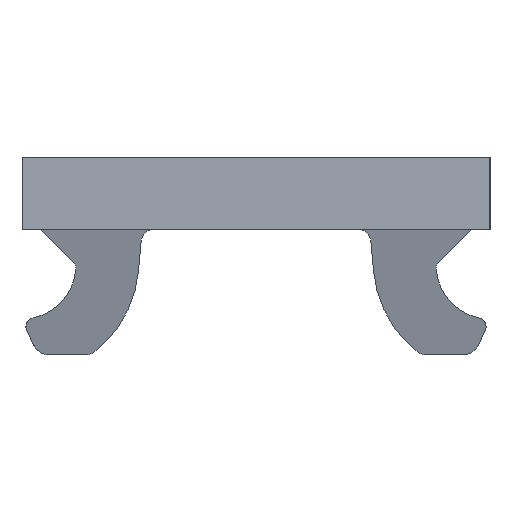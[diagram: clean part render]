
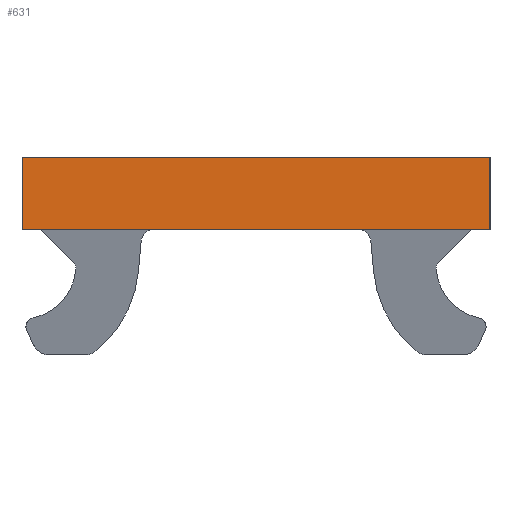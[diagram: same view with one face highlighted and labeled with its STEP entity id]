
A CAD part, left-side view. The second image highlights one B-rep face of the part: STEP entity #631.
In plain terms, the highlighted planar face has unit normal (-1, 0, 0).
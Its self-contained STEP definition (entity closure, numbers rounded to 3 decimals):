
#631=ADVANCED_FACE('',(#1202),#973,.T.);
#973=PLANE('',#6766);
#1202=FACE_OUTER_BOUND('',#1533,.T.);
#1533=EDGE_LOOP('',(#2109,#2110,#2111,#2112));
#2109=ORIENTED_EDGE('',*,*,#4554,.F.);
#2110=ORIENTED_EDGE('',*,*,#4557,.F.);
#2111=ORIENTED_EDGE('',*,*,#4559,.F.);
#2112=ORIENTED_EDGE('',*,*,#4552,.F.);
#3894=VERTEX_POINT('',#9579);
#3896=VERTEX_POINT('',#9583);
#3898=VERTEX_POINT('',#9588);
#3900=VERTEX_POINT('',#9594);
#4552=EDGE_CURVE('',#3896,#3894,#5472,.T.);
#4554=EDGE_CURVE('',#3898,#3896,#5474,.T.);
#4557=EDGE_CURVE('',#3900,#3898,#5477,.T.);
#4559=EDGE_CURVE('',#3894,#3900,#5479,.T.);
#5472=LINE('',#9584,#6140);
#5474=LINE('',#9589,#6142);
#5477=LINE('',#9595,#6145);
#5479=LINE('',#9598,#6147);
#6140=VECTOR('',#7591,1.);
#6142=VECTOR('',#7595,1.);
#6145=VECTOR('',#7600,1.);
#6147=VECTOR('',#7604,1.);
#6766=AXIS2_PLACEMENT_3D('',#9601,#7608,#7609);
#7591=DIRECTION('',(0.,0.,-1.));
#7595=DIRECTION('',(0.,-1.,0.));
#7600=DIRECTION('',(0.,0.,1.));
#7604=DIRECTION('',(0.,1.,0.));
#7608=DIRECTION('',(-1.,0.,0.));
#7609=DIRECTION('',(0.,0.,1.));
#9579=CARTESIAN_POINT('',(0.,-5.2,-0.8));
#9583=CARTESIAN_POINT('',(0.,-5.2,0.));
#9584=CARTESIAN_POINT('',(0.,-5.2,-0.3));
#9588=CARTESIAN_POINT('',(0.,0.,0.));
#9589=CARTESIAN_POINT('',(0.,0.2,0.));
#9594=CARTESIAN_POINT('',(0.,0.,-0.8));
#9595=CARTESIAN_POINT('',(0.,0.,-0.3));
#9598=CARTESIAN_POINT('',(0.,-2.6,-0.8));
#9601=CARTESIAN_POINT('',(0.,0.2,-0.8));
